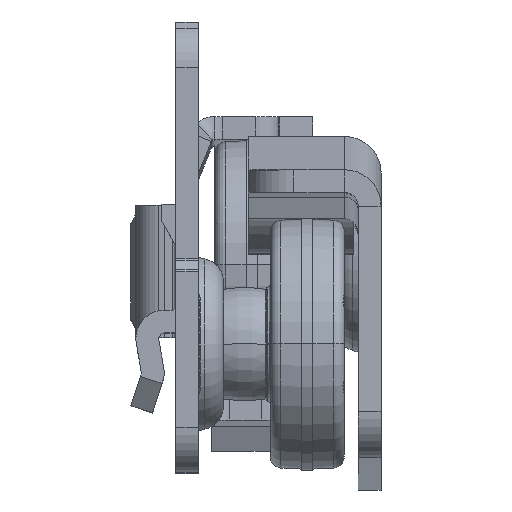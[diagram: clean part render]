
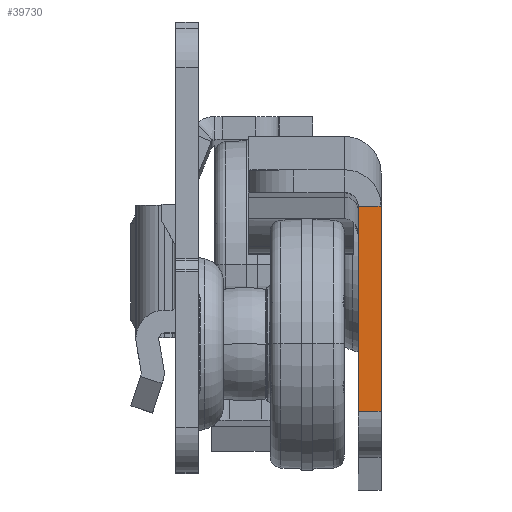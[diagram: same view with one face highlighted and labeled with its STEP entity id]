
A CAD part, top view. The second image highlights one B-rep face of the part: STEP entity #39730.
In plain terms, the highlighted face is planar.
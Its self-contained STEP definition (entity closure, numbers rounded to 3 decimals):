
#7125 = CARTESIAN_POINT ( 'NONE',  ( -2., 10.226, 395.5 ) ) ;
#8042 = CARTESIAN_POINT ( 'NONE',  ( 0., -7.75, 395.5 ) ) ;
#8076 = VERTEX_POINT ( 'NONE', #7125 ) ;
#8946 = CARTESIAN_POINT ( 'NONE',  ( -2., -11.75, 395.5 ) ) ;
#9777 = DIRECTION ( 'NONE',  ( 0., 0., 1. ) ) ;
#10253 = VERTEX_POINT ( 'NONE', #8042 ) ;
#10390 = VERTEX_POINT ( 'NONE', #35300 ) ;
#12943 = DIRECTION ( 'NONE',  ( 0., -1., 0. ) ) ;
#14833 = VECTOR ( 'NONE', #43991, 1000. ) ;
#17784 = ORIENTED_EDGE ( 'NONE', *, *, #24072, .F. ) ;
#18596 = LINE ( 'NONE', #38646, #30811 ) ;
#18754 = ORIENTED_EDGE ( 'NONE', *, *, #35636, .T. ) ;
#19628 = LINE ( 'NONE', #32575, #14833 ) ;
#21299 = CARTESIAN_POINT ( 'NONE',  ( -2., 10.226, 395.5 ) ) ;
#22904 = ORIENTED_EDGE ( 'NONE', *, *, #34197, .F. ) ;
#24072 = EDGE_CURVE ( 'NONE', #33597, #10253, #19628, .T. ) ;
#24872 = EDGE_CURVE ( 'NONE', #8076, #10390, #33517, .T. ) ;
#26995 = VECTOR ( 'NONE', #12943, 1000. ) ;
#28801 = AXIS2_PLACEMENT_3D ( 'NONE', #8946, #9777, #51204 ) ;
#30625 = PLANE ( 'NONE',  #28801 ) ;
#30811 = VECTOR ( 'NONE', #35619, 1000. ) ;
#32575 = CARTESIAN_POINT ( 'NONE',  ( 0., -11.75, 395.5 ) ) ;
#33178 = LINE ( 'NONE', #21299, #35100 ) ;
#33248 = CARTESIAN_POINT ( 'NONE',  ( -2., -11.75, 395.5 ) ) ;
#33517 = LINE ( 'NONE', #33248, #26995 ) ;
#33597 = VERTEX_POINT ( 'NONE', #45254 ) ;
#34197 = EDGE_CURVE ( 'NONE', #8076, #33597, #33178, .T. ) ;
#35100 = VECTOR ( 'NONE', #45916, 1000. ) ;
#35300 = CARTESIAN_POINT ( 'NONE',  ( -2., -7.75, 395.5 ) ) ;
#35619 = DIRECTION ( 'NONE',  ( 1., 0., 0. ) ) ;
#35636 = EDGE_CURVE ( 'NONE', #10390, #10253, #18596, .T. ) ;
#38646 = CARTESIAN_POINT ( 'NONE',  ( -2., -7.75, 395.5 ) ) ;
#39730 = ADVANCED_FACE ( 'NONE', ( #50932 ), #30625, .T. ) ;
#42421 = EDGE_LOOP ( 'NONE', ( #22904, #44945, #18754, #17784 ) ) ;
#43991 = DIRECTION ( 'NONE',  ( 0., -1., 0. ) ) ;
#44945 = ORIENTED_EDGE ( 'NONE', *, *, #24872, .T. ) ;
#45254 = CARTESIAN_POINT ( 'NONE',  ( 0., 10.226, 395.5 ) ) ;
#45916 = DIRECTION ( 'NONE',  ( 1., 0., 0. ) ) ;
#50932 = FACE_OUTER_BOUND ( 'NONE', #42421, .T. ) ;
#51204 = DIRECTION ( 'NONE',  ( 1., 0., 0. ) ) ;
